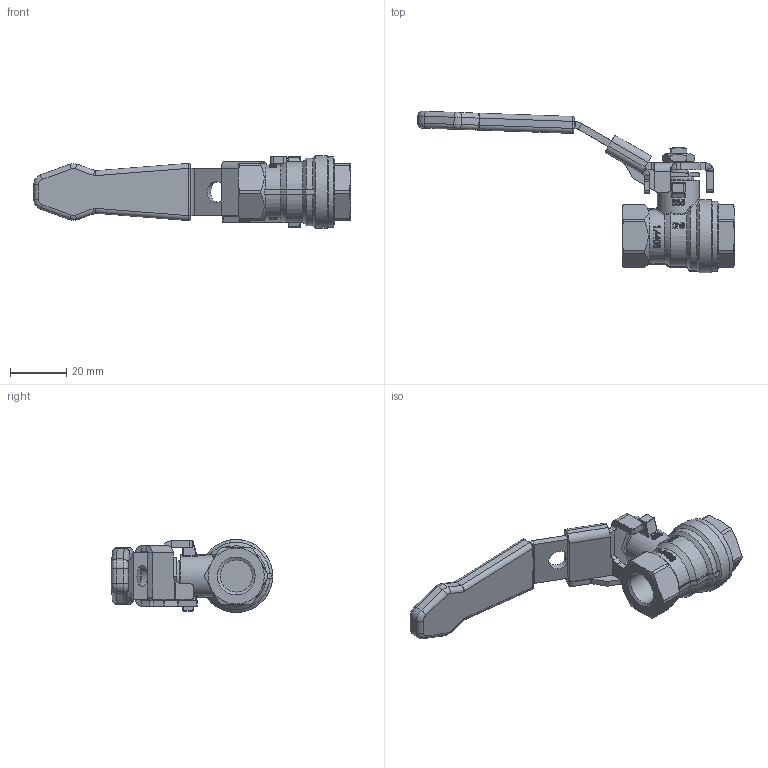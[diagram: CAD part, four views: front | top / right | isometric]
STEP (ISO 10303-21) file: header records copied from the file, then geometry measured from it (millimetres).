
FILE_DESCRIPTION (( 'STEP AP214' ), '1' );
FILE_NAME ('DVGW-K2-014-W00-4 Kugelhahn 2205.STEP', '2022-04-29T11:44:56', ( '' ), ( '' ), 'SwSTEP 2.0', 'SolidWorks 2019', '' );
FILE_SCHEMA (( 'AUTOMOTIVE_DESIGN' ));
Length unit declared in the file: millimetre
Products named in the file (1): DVGW-K2-014-W00-4 Kugelhahn 2205
Bounding box: 112.92 x 57.51 x 26 mm (x, y, z)
Volume: 25220.3 mm3; surface area: 12235.6 mm2
Topology: 2 solids, 2 shells, 589 faces, 1475 edges, 921 vertices
Faces by surface type: plane 232, cylinder 151, bspline 147, cone 37, torus 14, sphere 8
Full cylindrical faces by diameter (mm): 7 x1, 7.5 x1, 10.8 x1, 11.445 x2, 15 x1, 25 x1, 26 x1
Entity records: 28351 total; most frequent: CARTESIAN_POINT 9297, ORIENTED_EDGE 2892, DIRECTION 2126, EDGE_CURVE 1446, VERTEX_POINT 914, AXIS2_PLACEMENT_3D 754, EDGE_LOOP 644, LINE 618
